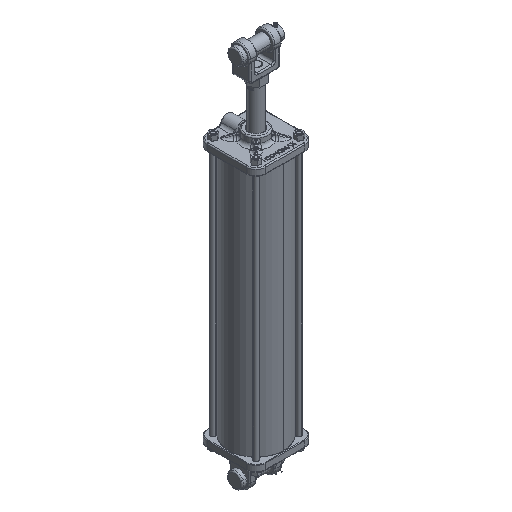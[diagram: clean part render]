
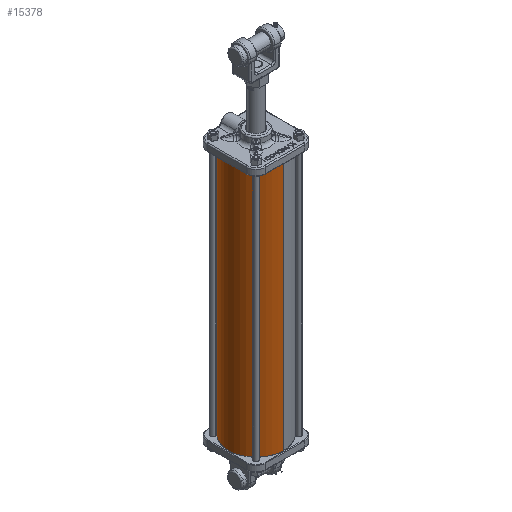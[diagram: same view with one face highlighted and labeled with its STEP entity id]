
A CAD part, isometric view. The second image highlights one B-rep face of the part: STEP entity #15378.
In plain terms, the highlighted cylindrical face has radius 53.975 mm (diameter 107.95 mm), a partial arc.
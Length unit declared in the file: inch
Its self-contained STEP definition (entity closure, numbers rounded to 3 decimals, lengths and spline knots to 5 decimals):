
#3303 = CARTESIAN_POINT ( 'NONE',  ( 2.125, 0., -19.5 ) ) ;
#3570 = DIRECTION ( 'NONE',  ( 0., 0., 1. ) ) ;
#5229 = VECTOR ( 'NONE', #3570, 39.37008 ) ;
#6926 = FACE_OUTER_BOUND ( 'NONE', #8934, .T. ) ;
#7196 = DIRECTION ( 'NONE',  ( 1., 0., 0. ) ) ;
#7343 = LINE ( 'NONE', #3303, #5229 ) ;
#8208 = CIRCLE ( 'NONE', #52133, 2.125 ) ;
#8533 = CARTESIAN_POINT ( 'NONE',  ( -2.125, 0., -19.5 ) ) ;
#8934 = EDGE_LOOP ( 'NONE', ( #34734, #30943, #38231, #47513 ) ) ;
#13121 = LINE ( 'NONE', #8533, #42062 ) ;
#13482 = CARTESIAN_POINT ( 'NONE',  ( 2.125, 0., 0. ) ) ;
#15378 = ADVANCED_FACE ( 'NONE', ( #6926 ), #39811, .T. ) ;
#18930 = VERTEX_POINT ( 'NONE', #13482 ) ;
#19300 = VERTEX_POINT ( 'NONE', #52274 ) ;
#21391 = EDGE_CURVE ( 'NONE', #41616, #18930, #7343, .T. ) ;
#22554 = DIRECTION ( 'NONE',  ( 0., 0., 1. ) ) ;
#23530 = AXIS2_PLACEMENT_3D ( 'NONE', #43318, #22554, #7196 ) ;
#23737 = DIRECTION ( 'NONE',  ( 0., 0., 1. ) ) ;
#26821 = EDGE_CURVE ( 'NONE', #30878, #19300, #13121, .T. ) ;
#27915 = AXIS2_PLACEMENT_3D ( 'NONE', #33464, #44812, #28638 ) ;
#28638 = DIRECTION ( 'NONE',  ( 1., 0., 0. ) ) ;
#28930 = DIRECTION ( 'NONE',  ( 0., 0., 1. ) ) ;
#30878 = VERTEX_POINT ( 'NONE', #53262 ) ;
#30943 = ORIENTED_EDGE ( 'NONE', *, *, #49590, .T. ) ;
#31350 = CIRCLE ( 'NONE', #27915, 2.125 ) ;
#32203 = DIRECTION ( 'NONE',  ( 1., 0., 0. ) ) ;
#33464 = CARTESIAN_POINT ( 'NONE',  ( 0., 0., 0. ) ) ;
#34734 = ORIENTED_EDGE ( 'NONE', *, *, #26821, .F. ) ;
#38231 = ORIENTED_EDGE ( 'NONE', *, *, #21391, .T. ) ;
#39811 = CYLINDRICAL_SURFACE ( 'NONE', #23530, 2.125 ) ;
#40279 = CARTESIAN_POINT ( 'NONE',  ( 0., 0., -19.5 ) ) ;
#41334 = CARTESIAN_POINT ( 'NONE',  ( 2.125, 0., -19.5 ) ) ;
#41616 = VERTEX_POINT ( 'NONE', #41334 ) ;
#42062 = VECTOR ( 'NONE', #23737, 39.37008 ) ;
#43318 = CARTESIAN_POINT ( 'NONE',  ( 0., 0., -19.5 ) ) ;
#44812 = DIRECTION ( 'NONE',  ( 0., 0., 1. ) ) ;
#45209 = EDGE_CURVE ( 'NONE', #19300, #18930, #31350, .T. ) ;
#47513 = ORIENTED_EDGE ( 'NONE', *, *, #45209, .F. ) ;
#49590 = EDGE_CURVE ( 'NONE', #30878, #41616, #8208, .T. ) ;
#52133 = AXIS2_PLACEMENT_3D ( 'NONE', #40279, #28930, #32203 ) ;
#52274 = CARTESIAN_POINT ( 'NONE',  ( -2.125, 0., 0. ) ) ;
#53262 = CARTESIAN_POINT ( 'NONE',  ( -2.125, 0., -19.5 ) ) ;
